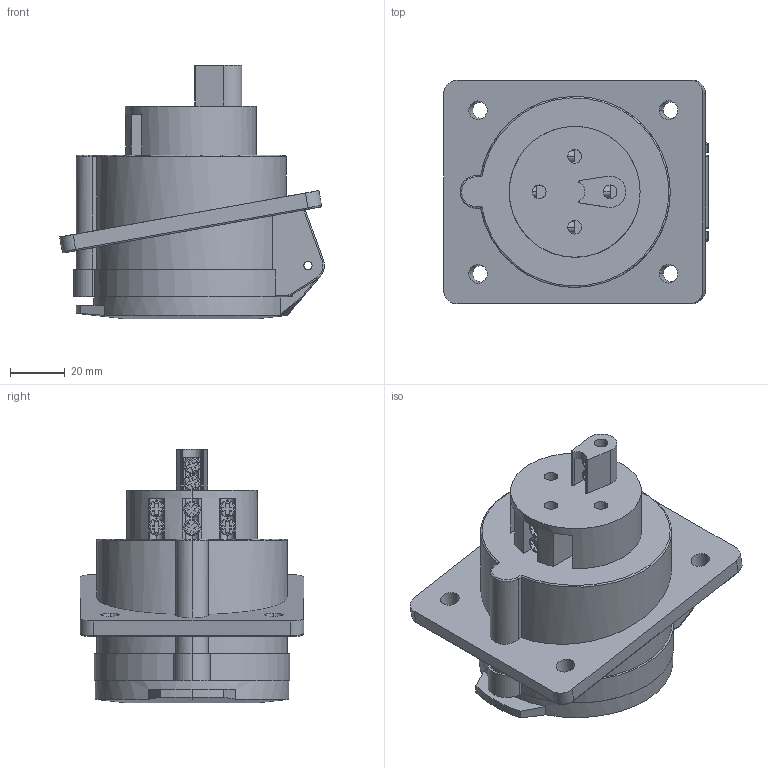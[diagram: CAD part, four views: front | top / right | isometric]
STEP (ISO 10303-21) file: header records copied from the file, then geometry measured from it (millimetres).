
FILE_DESCRIPTION (( 'STEP AP214' ), '1' );
FILE_NAME ('Ñáîðêà 424-32.STEP', '2018-09-04T07:29:11', ( '' ), ( '' ), 'SwSTEP 2.0', 'SolidWorks 2017', '' );
FILE_SCHEMA (( 'AUTOMOTIVE_DESIGN' ));
Length unit declared in the file: millimetre
Products named in the file (3): 扻豵鵨 424; Êðûøêà 425, 424,; 栖闉罻 424-32
Assembly tree (2 placements, depth 2):
  栖闉罻 424-32
    扻豵鵨 424
    Êðûøêà 425, 424,
Bounding box: 97.05 x 82 x 93 mm (x, y, z)
Volume: 202659.7 mm3; surface area: 76837.4 mm2
Topology: 12 solids, 12 shells, 364 faces, 909 edges, 588 vertices
Faces by surface type: plane 201, cylinder 118, torus 29, cone 14, bspline 2
Entity records: 13909 total; most frequent: CARTESIAN_POINT 2036, DIRECTION 1925, ORIENTED_EDGE 1818, EDGE_CURVE 909, AXIS2_PLACEMENT_3D 679, VERTEX_POINT 588, LINE 567, VECTOR 567
